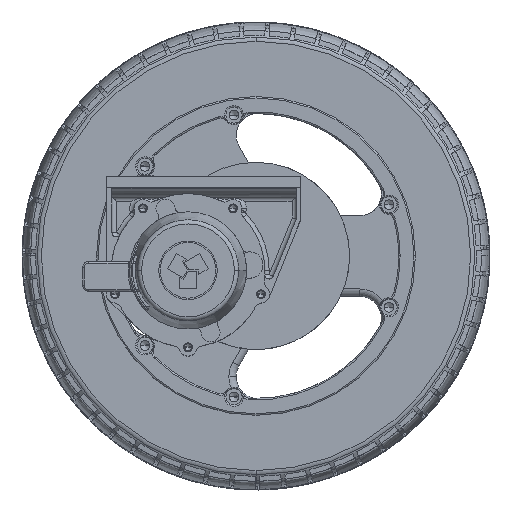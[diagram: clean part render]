
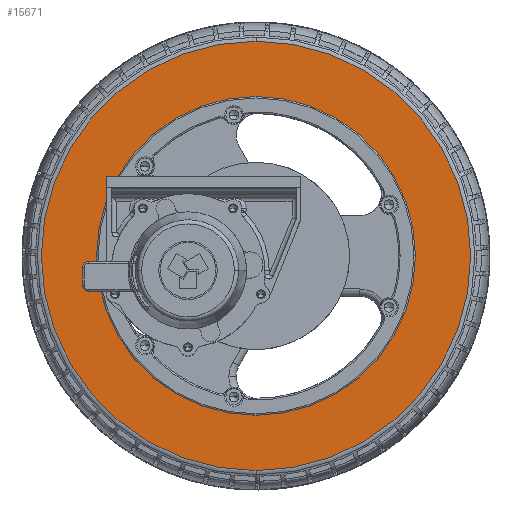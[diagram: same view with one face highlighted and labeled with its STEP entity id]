
A CAD part, top view. The second image highlights one B-rep face of the part: STEP entity #15671.
In plain terms, the highlighted face is planar.
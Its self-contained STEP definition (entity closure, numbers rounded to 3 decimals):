
#415 = CARTESIAN_POINT ( 'NONE',  ( 0., -30.091, 146.782 ) ) ;
#2451 = DIRECTION ( 'NONE',  ( 0., 0., -1. ) ) ;
#5698 = CIRCLE ( 'NONE', #17060, 109. ) ;
#6528 = CIRCLE ( 'NONE', #84629, 109. ) ;
#7690 = DIRECTION ( 'NONE',  ( 0., 0., -1. ) ) ;
#8112 = CARTESIAN_POINT ( 'NONE',  ( 0., -30.091, 0. ) ) ;
#9908 = CARTESIAN_POINT ( 'NONE',  ( 0., -30.091, 0. ) ) ;
#10657 = EDGE_CURVE ( 'NONE', #74429, #39329, #21162, .T. ) ;
#11886 = AXIS2_PLACEMENT_3D ( 'NONE', #8112, #56590, #15094 ) ;
#12050 = FACE_OUTER_BOUND ( 'NONE', #71238, .T. ) ;
#12598 = ORIENTED_EDGE ( 'NONE', *, *, #60124, .T. ) ;
#13845 = EDGE_CURVE ( 'NONE', #62148, #49843, #5698, .T. ) ;
#15094 = DIRECTION ( 'NONE',  ( 0., 0., -1. ) ) ;
#15671 = ADVANCED_FACE ( 'NONE', ( #12050, #79291 ), #21317, .T. ) ;
#16870 = DIRECTION ( 'NONE',  ( 0., 0., -1. ) ) ;
#17060 = AXIS2_PLACEMENT_3D ( 'NONE', #9908, #58366, #16870 ) ;
#19132 = AXIS2_PLACEMENT_3D ( 'NONE', #85481, #43879, #2451 ) ;
#19863 = CARTESIAN_POINT ( 'NONE',  ( 0., -30.091, -146.782 ) ) ;
#20212 = CIRCLE ( 'NONE', #11886, 146.782 ) ;
#21017 = CARTESIAN_POINT ( 'NONE',  ( -109., -30.091, 0. ) ) ;
#21162 = CIRCLE ( 'NONE', #19132, 146.782 ) ;
#21317 = PLANE ( 'NONE',  #70380 ) ;
#28318 = CARTESIAN_POINT ( 'NONE',  ( 0., -30.091, 0. ) ) ;
#30125 = EDGE_CURVE ( 'NONE', #49843, #62148, #6528, .T. ) ;
#34681 = ORIENTED_EDGE ( 'NONE', *, *, #10657, .T. ) ;
#35233 = DIRECTION ( 'NONE',  ( 0., 0., -1. ) ) ;
#39329 = VERTEX_POINT ( 'NONE', #19863 ) ;
#43879 = DIRECTION ( 'NONE',  ( 0., -1., 0. ) ) ;
#44929 = CARTESIAN_POINT ( 'NONE',  ( 0., -30.091, -109. ) ) ;
#49157 = DIRECTION ( 'NONE',  ( 0., -1., 0. ) ) ;
#49843 = VERTEX_POINT ( 'NONE', #57950 ) ;
#56590 = DIRECTION ( 'NONE',  ( 0., -1., 0. ) ) ;
#57950 = CARTESIAN_POINT ( 'NONE',  ( 0., -30.091, 109. ) ) ;
#58366 = DIRECTION ( 'NONE',  ( 0., -1., 0. ) ) ;
#60124 = EDGE_CURVE ( 'NONE', #39329, #74429, #20212, .T. ) ;
#62148 = VERTEX_POINT ( 'NONE', #44929 ) ;
#66002 = EDGE_LOOP ( 'NONE', ( #69971, #89107 ) ) ;
#69971 = ORIENTED_EDGE ( 'NONE', *, *, #13845, .F. ) ;
#70380 = AXIS2_PLACEMENT_3D ( 'NONE', #21017, #49157, #7690 ) ;
#71238 = EDGE_LOOP ( 'NONE', ( #12598, #34681 ) ) ;
#74429 = VERTEX_POINT ( 'NONE', #415 ) ;
#76814 = DIRECTION ( 'NONE',  ( 0., -1., 0. ) ) ;
#79291 = FACE_BOUND ( 'NONE', #66002, .T. ) ;
#84629 = AXIS2_PLACEMENT_3D ( 'NONE', #28318, #76814, #35233 ) ;
#85481 = CARTESIAN_POINT ( 'NONE',  ( 0., -30.091, 0. ) ) ;
#89107 = ORIENTED_EDGE ( 'NONE', *, *, #30125, .F. ) ;
